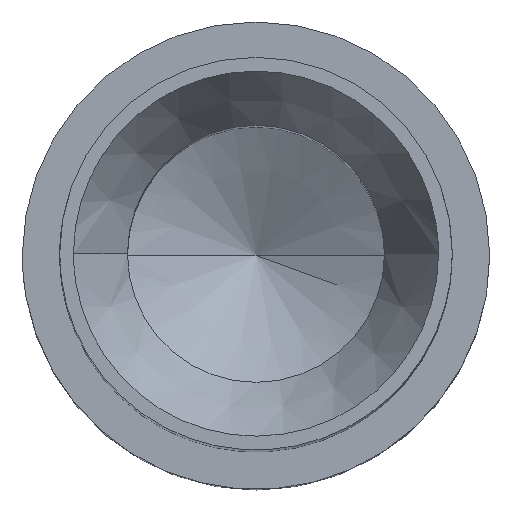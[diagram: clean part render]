
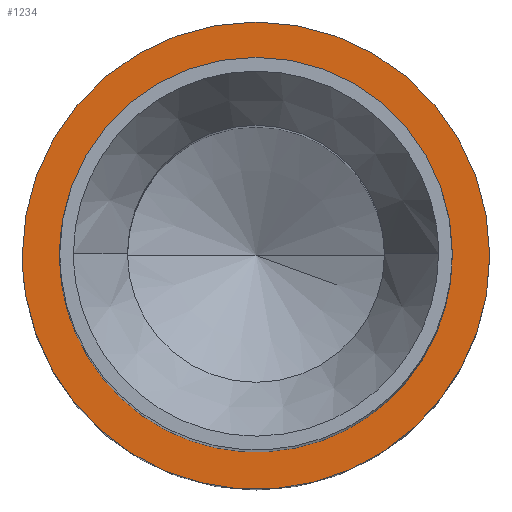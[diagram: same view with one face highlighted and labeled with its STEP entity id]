
A CAD part, top view. The second image highlights one B-rep face of the part: STEP entity #1234.
In plain terms, the highlighted planar face has unit normal (0, 0, 1).
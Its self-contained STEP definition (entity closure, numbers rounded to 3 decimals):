
#1131=AXIS2_PLACEMENT_3D('Circle Axis2P3D',#1129,#1130,$) ;
#1174=AXIS2_PLACEMENT_3D('Plane Axis2P3D',#1171,#1172,#1173) ;
#1126=CARTESIAN_POINT('Vertex',(0.,1.,10.4)) ;
#1129=CARTESIAN_POINT('Axis2P3D Location',(1.,1.,10.4)) ;
#1133=CARTESIAN_POINT('Vertex',(2.,1.,10.4)) ;
#1154=CARTESIAN_POINT('Control Point',(2.,1.,10.4)) ;
#1155=CARTESIAN_POINT('Control Point',(2.,0.686,10.4)) ;
#1156=CARTESIAN_POINT('Control Point',(1.877,0.372,10.4)) ;
#1157=CARTESIAN_POINT('Control Point',(1.628,0.123,10.4)) ;
#1158=CARTESIAN_POINT('Control Point',(1.,-0.123,10.4)) ;
#1159=CARTESIAN_POINT('Control Point',(0.372,0.123,10.4)) ;
#1160=CARTESIAN_POINT('Control Point',(0.123,0.372,10.4)) ;
#1161=CARTESIAN_POINT('Control Point',(0.,0.686,10.4)) ;
#1162=CARTESIAN_POINT('Control Point',(0.,1.,10.4)) ;
#1171=CARTESIAN_POINT('Axis2P3D Location',(0.,1.,10.4)) ;
#1181=CARTESIAN_POINT('Control Point',(0.16,1.,10.4)) ;
#1182=CARTESIAN_POINT('Control Point',(0.16,1.09,10.4)) ;
#1183=CARTESIAN_POINT('Control Point',(0.172,1.18,10.4)) ;
#1184=CARTESIAN_POINT('Control Point',(0.196,1.267,10.4)) ;
#1185=CARTESIAN_POINT('Control Point',(0.267,1.434,10.4)) ;
#1186=CARTESIAN_POINT('Control Point',(0.379,1.576,10.4)) ;
#1187=CARTESIAN_POINT('Control Point',(0.444,1.64,10.4)) ;
#1188=CARTESIAN_POINT('Control Point',(0.59,1.747,10.4)) ;
#1189=CARTESIAN_POINT('Control Point',(0.759,1.812,10.4)) ;
#1190=CARTESIAN_POINT('Control Point',(0.848,1.833,10.4)) ;
#1191=CARTESIAN_POINT('Control Point',(1.028,1.852,10.4)) ;
#1192=CARTESIAN_POINT('Control Point',(1.207,1.822,10.4)) ;
#1193=CARTESIAN_POINT('Control Point',(1.293,1.795,10.4)) ;
#1194=CARTESIAN_POINT('Control Point',(1.458,1.719,10.4)) ;
#1195=CARTESIAN_POINT('Control Point',(1.596,1.602,10.4)) ;
#1196=CARTESIAN_POINT('Control Point',(1.657,1.534,10.4)) ;
#1197=CARTESIAN_POINT('Control Point',(1.754,1.394,10.4)) ;
#1198=CARTESIAN_POINT('Control Point',(1.812,1.235,10.4)) ;
#1199=CARTESIAN_POINT('Control Point',(1.831,1.158,10.4)) ;
#1200=CARTESIAN_POINT('Control Point',(1.84,1.079,10.4)) ;
#1201=CARTESIAN_POINT('Control Point',(1.84,1.,10.4)) ;
#1202=CARTESIAN_POINT('Vertex',(0.16,1.,10.4)) ;
#1204=CARTESIAN_POINT('Vertex',(1.84,1.,10.4)) ;
#1208=CARTESIAN_POINT('Control Point',(1.84,1.,10.4)) ;
#1209=CARTESIAN_POINT('Control Point',(1.84,0.91,10.4)) ;
#1210=CARTESIAN_POINT('Control Point',(1.828,0.82,10.4)) ;
#1211=CARTESIAN_POINT('Control Point',(1.804,0.733,10.4)) ;
#1212=CARTESIAN_POINT('Control Point',(1.733,0.566,10.4)) ;
#1213=CARTESIAN_POINT('Control Point',(1.621,0.424,10.4)) ;
#1214=CARTESIAN_POINT('Control Point',(1.556,0.36,10.4)) ;
#1215=CARTESIAN_POINT('Control Point',(1.41,0.253,10.4)) ;
#1216=CARTESIAN_POINT('Control Point',(1.241,0.188,10.4)) ;
#1217=CARTESIAN_POINT('Control Point',(1.152,0.167,10.4)) ;
#1218=CARTESIAN_POINT('Control Point',(0.972,0.148,10.4)) ;
#1219=CARTESIAN_POINT('Control Point',(0.793,0.178,10.4)) ;
#1220=CARTESIAN_POINT('Control Point',(0.707,0.205,10.4)) ;
#1221=CARTESIAN_POINT('Control Point',(0.542,0.281,10.4)) ;
#1222=CARTESIAN_POINT('Control Point',(0.404,0.398,10.4)) ;
#1223=CARTESIAN_POINT('Control Point',(0.343,0.466,10.4)) ;
#1224=CARTESIAN_POINT('Control Point',(0.246,0.606,10.4)) ;
#1225=CARTESIAN_POINT('Control Point',(0.188,0.765,10.4)) ;
#1226=CARTESIAN_POINT('Control Point',(0.169,0.842,10.4)) ;
#1227=CARTESIAN_POINT('Control Point',(0.16,0.921,10.4)) ;
#1228=CARTESIAN_POINT('Control Point',(0.16,1.,10.4)) ;
#1130=DIRECTION('Axis2P3D Direction',(0.,0.,-1.)) ;
#1172=DIRECTION('Axis2P3D Direction',(0.,0.,1.)) ;
#1173=DIRECTION('Axis2P3D XDirection',(1.,0.,0.)) ;
#1177=ORIENTED_EDGE('',*,*,#1163,.F.) ;
#1178=ORIENTED_EDGE('',*,*,#1135,.F.) ;
#1231=ORIENTED_EDGE('',*,*,#1206,.T.) ;
#1232=ORIENTED_EDGE('',*,*,#1229,.T.) ;
#1233=FACE_BOUND('',#1230,.T.) ;
#1234=ADVANCED_FACE('MANIFOLD_SOLID_BREP #32',(#1179,#1233),#1175,.T.) ;
#1153=B_SPLINE_CURVE_WITH_KNOTS('',5,(#1154,#1155,#1156,#1157,#1158,#1159,#1160,#1161,#1162),.UNSPECIFIED.,.F.,.U.,(6,3,6),(-1.571,0.,1.571),.UNSPECIFIED.) ;
#1180=B_SPLINE_CURVE_WITH_KNOTS('',5,(#1181,#1182,#1183,#1184,#1185,#1186,#1187,#1188,#1189,#1190,#1191,#1192,#1193,#1194,#1195,#1196,#1197,#1198,#1199,#1200,#1201),.UNSPECIFIED.,.F.,.U.,(6,3,3,3,3,3,6),(0.,0.635,1.27,1.905,2.54,3.175,3.732),.UNSPECIFIED.) ;
#1207=B_SPLINE_CURVE_WITH_KNOTS('',5,(#1208,#1209,#1210,#1211,#1212,#1213,#1214,#1215,#1216,#1217,#1218,#1219,#1220,#1221,#1222,#1223,#1224,#1225,#1226,#1227,#1228),.UNSPECIFIED.,.F.,.U.,(6,3,3,3,3,3,6),(0.,0.635,1.27,1.905,2.54,3.175,3.732),.UNSPECIFIED.) ;
#1132=CIRCLE('generated circle',#1131,1.) ;
#1135=EDGE_CURVE('',#1127,#1134,#1132,.T.) ;
#1163=EDGE_CURVE('',#1134,#1127,#1153,.T.) ;
#1206=EDGE_CURVE('',#1203,#1205,#1180,.T.) ;
#1229=EDGE_CURVE('',#1205,#1203,#1207,.T.) ;
#1176=EDGE_LOOP('',(#1177,#1178)) ;
#1230=EDGE_LOOP('',(#1231,#1232)) ;
#1179=FACE_OUTER_BOUND('',#1176,.T.) ;
#1175=PLANE('',#1174) ;
#1127=VERTEX_POINT('',#1126) ;
#1134=VERTEX_POINT('',#1133) ;
#1203=VERTEX_POINT('',#1202) ;
#1205=VERTEX_POINT('',#1204) ;
